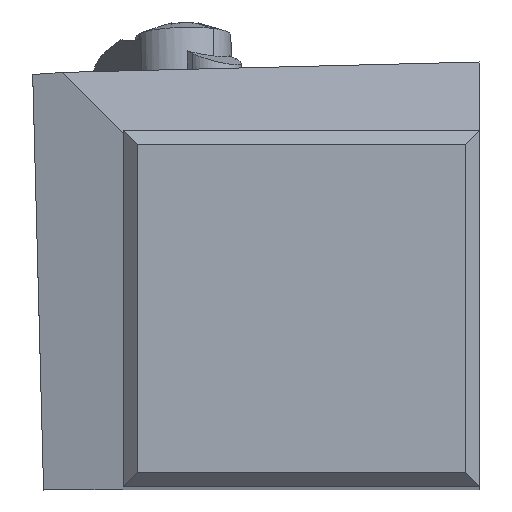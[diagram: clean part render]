
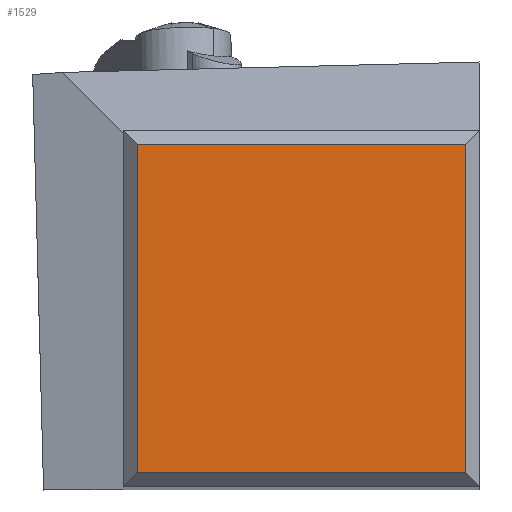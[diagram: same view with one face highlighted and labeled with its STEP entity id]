
A CAD part, top view. The second image highlights one B-rep face of the part: STEP entity #1529.
In plain terms, the highlighted planar face has unit normal (0, 0, 1).
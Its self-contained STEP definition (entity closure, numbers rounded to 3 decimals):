
#1321=FACE_OUTER_BOUND('',#2112,.T.);
#1529=ADVANCED_FACE('',(#1321),#1714,.T.);
#1714=PLANE('',#5791);
#2112=EDGE_LOOP('',(#2744,#2745,#2746,#2747));
#2744=ORIENTED_EDGE('',*,*,#4152,.F.);
#2745=ORIENTED_EDGE('',*,*,#4150,.T.);
#2746=ORIENTED_EDGE('',*,*,#4148,.F.);
#2747=ORIENTED_EDGE('',*,*,#4155,.F.);
#3659=VERTEX_POINT('',#7982);
#3660=VERTEX_POINT('',#7984);
#3661=VERTEX_POINT('',#7988);
#3662=VERTEX_POINT('',#7992);
#4148=EDGE_CURVE('',#3659,#3660,#4837,.T.);
#4150=EDGE_CURVE('',#3661,#3660,#4839,.T.);
#4152=EDGE_CURVE('',#3661,#3662,#4841,.T.);
#4155=EDGE_CURVE('',#3662,#3659,#4844,.T.);
#4837=LINE('',#7983,#5201);
#4839=LINE('',#7987,#5203);
#4841=LINE('',#7991,#5205);
#4844=LINE('',#7996,#5208);
#5201=VECTOR('',#6640,1.);
#5203=VECTOR('',#6644,1.);
#5205=VECTOR('',#6648,1.);
#5208=VECTOR('',#6653,1.);
#5791=AXIS2_PLACEMENT_3D('',#7998,#6656,#6657);
#6640=DIRECTION('',(1.,0.,0.));
#6644=DIRECTION('',(0.,1.,0.));
#6648=DIRECTION('',(-1.,0.,0.));
#6653=DIRECTION('',(0.,1.,0.));
#6656=DIRECTION('',(0.,0.,1.));
#6657=DIRECTION('',(-1.,0.,0.));
#7982=CARTESIAN_POINT('',(-24.4,24.4,0.));
#7983=CARTESIAN_POINT('',(-24.4,24.4,0.));
#7984=CARTESIAN_POINT('',(-1.,24.4,0.));
#7987=CARTESIAN_POINT('',(-1.,1.,0.));
#7988=CARTESIAN_POINT('',(-1.,1.,0.));
#7991=CARTESIAN_POINT('',(-1.,1.,0.));
#7992=CARTESIAN_POINT('',(-24.4,1.,0.));
#7996=CARTESIAN_POINT('',(-24.4,1.,0.));
#7998=CARTESIAN_POINT('',(-12.7,12.7,0.));
